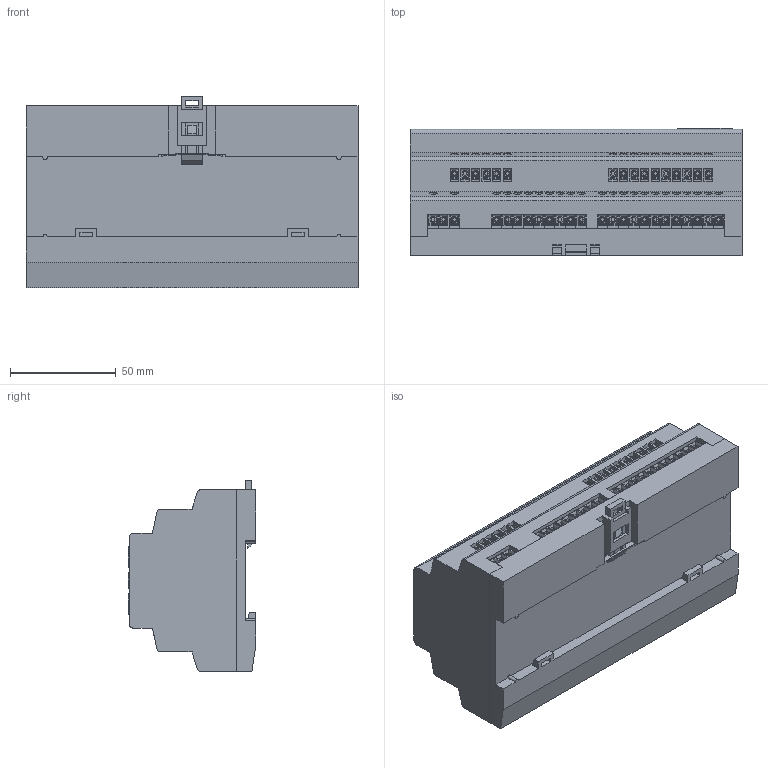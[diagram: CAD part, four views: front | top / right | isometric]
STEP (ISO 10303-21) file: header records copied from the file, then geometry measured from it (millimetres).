
FILE_DESCRIPTION (( 'STEP AP214' ), '1' );
FILE_NAME ('3D Ìîäåëü ÒÐÌ133-Ì.STEP', '2016-02-17T14:36:17', ( '' ), ( '' ), 'SwSTEP 2.0', 'SolidWorks 2013', '' );
FILE_SCHEMA (( 'AUTOMOTIVE_DESIGN' ));
Length unit declared in the file: millimetre
Products named in the file (10): Çàùåëêà; RJ11; Êëåììà_íèçêàÿ_02_3.5ìì; Êëåììà íèçêàÿ_02_5ìì; Êëåììà_íèçêàÿ_01_5ìì; DIN12M_äíî; 3D Ìîäåëü ÒÐÌ133-Ì; DIN12M_粢 ﾒﾐﾌ133-ﾌ; 扱闀膱; Ëèöåâàÿ ïàíåëü
Assembly tree (71 placements, depth 2):
  3D Ìîäåëü ÒÐÌ133-Ì
    DIN12M_äíî
    Êëåììà_íèçêàÿ_01_5ìì  x43
    Êëåììà íèçêàÿ_02_5ìì  x16
    Êëåììà_íèçêàÿ_02_3.5ìì  x6
    RJ11
    Çàùåëêà
    Ëèöåâàÿ ïàíåëü
    扱闀膱
    DIN12M_粢 ﾒﾐﾌ133-ﾌ
Bounding box: 157 x 60.21 x 90.35 mm (x, y, z)
Volume: 411859.2 mm3; surface area: 155640.7 mm2
Topology: 269 solids, 269 shells, 4595 faces, 11232 edges, 7430 vertices
Faces by surface type: plane 3251, cylinder 1061, bspline 283
Entity records: 63751 total; most frequent: CARTESIAN_POINT 12678, ORIENTED_EDGE 8392, DIRECTION 6684, EDGE_CURVE 4196, VECTOR 3094, LINE 3094, VERTEX_POINT 2794, EDGE_LOOP 1830
